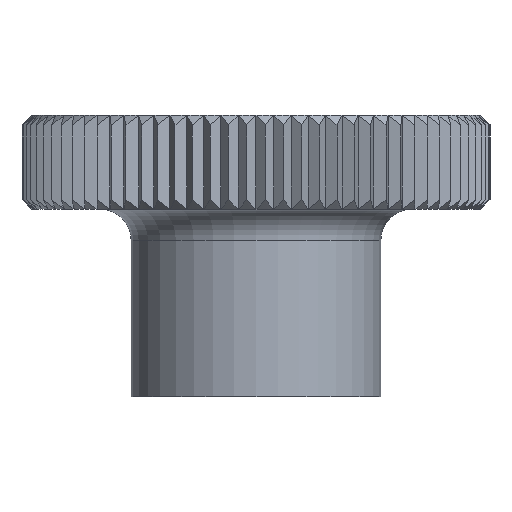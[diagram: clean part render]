
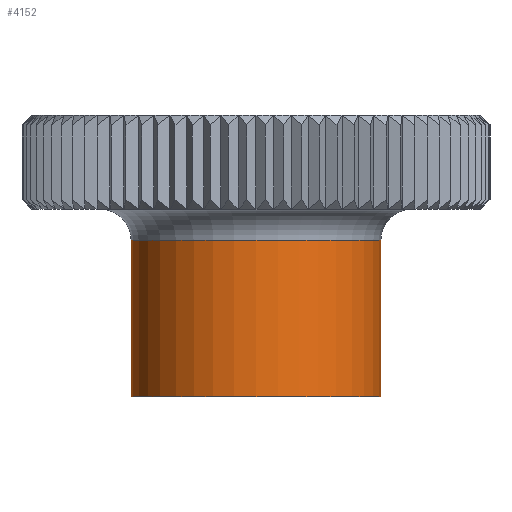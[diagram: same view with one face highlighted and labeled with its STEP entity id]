
A CAD part, front view. The second image highlights one B-rep face of the part: STEP entity #4152.
In plain terms, the highlighted cylindrical face has radius 8 mm (diameter 16 mm), a partial arc.
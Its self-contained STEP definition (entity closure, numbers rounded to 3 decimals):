
#4152=ADVANCED_FACE('',(#8107),#8108,.T.);
#4164=EDGE_CURVE('',#4796,#4352,#8123,.T.);
#4212=EDGE_CURVE('',#4352,#4532,#8177,.T.);
#4352=VERTEX_POINT('',#8334);
#4392=EDGE_CURVE('',#4874,#4532,#8375,.T.);
#4532=VERTEX_POINT('',#8535);
#4592=EDGE_CURVE('',#4874,#4796,#8601,.T.);
#4796=VERTEX_POINT('',#8835);
#4874=VERTEX_POINT('',#8922);
#8107=FACE_OUTER_BOUND('',#14790,.T.);
#8108=CYLINDRICAL_SURFACE('',#14791,8.);
#8123=CIRCLE('',#14809,8.0);
#8177=LINE('',#14918,#14919);
#8334=CARTESIAN_POINT('',(-8.,0.,0.));
#8375=CIRCLE('',#15308,8.);
#8535=CARTESIAN_POINT('',(-8.,0.,10.));
#8601=LINE('',#15725,#15726);
#8835=CARTESIAN_POINT('',(8.,0.,0.));
#8922=CARTESIAN_POINT('',(8.0,0.,10.));
#14790=EDGE_LOOP('',(#20712,#20713,#20714,#20715));
#14791=AXIS2_PLACEMENT_3D('',#20716,#20717,#20718);
#14809=AXIS2_PLACEMENT_3D('',#20749,#20750,#20751);
#14918=CARTESIAN_POINT('',(-8.,0.,5.));
#14919=VECTOR('',#20817,1.0);
#15308=AXIS2_PLACEMENT_3D('',#21027,#21028,#21029);
#15725=CARTESIAN_POINT('',(8.,0.,5.));
#15726=VECTOR('',#21308,1.0);
#20712=ORIENTED_EDGE('',*,*,#4592,.F.);
#20713=ORIENTED_EDGE('',*,*,#4392,.T.);
#20714=ORIENTED_EDGE('',*,*,#4212,.F.);
#20715=ORIENTED_EDGE('',*,*,#4164,.F.);
#20716=CARTESIAN_POINT('',(0.,0.,5.));
#20717=DIRECTION('',(-0.0,-0.0,1.0));
#20718=DIRECTION('',(1.0,0.,0.0));
#20749=CARTESIAN_POINT('',(0.,0.,0.));
#20750=DIRECTION('',(0.0,0.0,-1.0));
#20751=DIRECTION('',(1.0,0.,0.0));
#20817=DIRECTION('',(-0.0,-0.0,1.0));
#21027=CARTESIAN_POINT('',(0.,0.,10.));
#21028=DIRECTION('',(0.0,0.0,-1.0));
#21029=DIRECTION('',(1.0,0.,0.0));
#21308=DIRECTION('',(0.0,0.0,-1.0));
